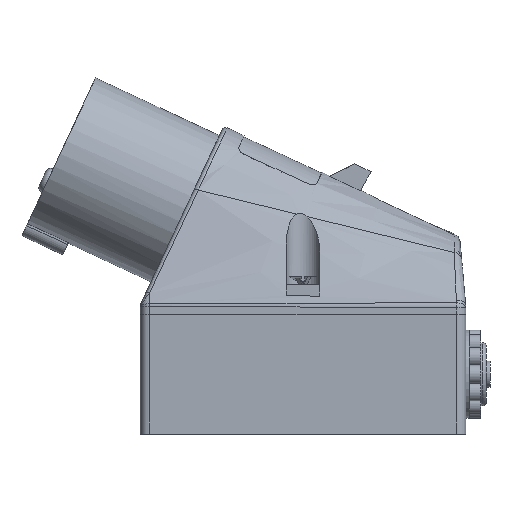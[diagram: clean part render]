
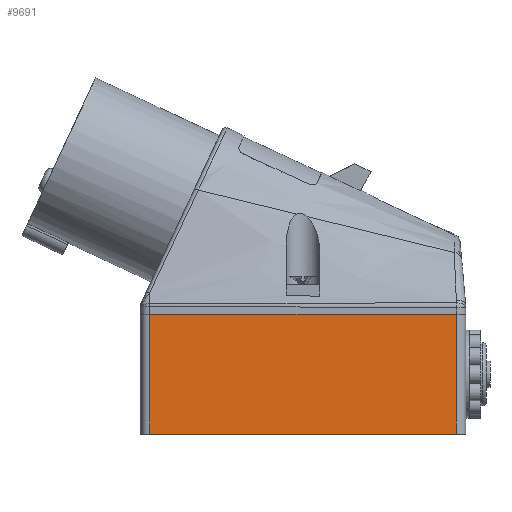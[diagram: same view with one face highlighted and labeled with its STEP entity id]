
A CAD part, left-side view. The second image highlights one B-rep face of the part: STEP entity #9691.
In plain terms, the highlighted planar face has unit normal (-1, 0, 0).
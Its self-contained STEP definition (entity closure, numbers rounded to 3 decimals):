
#1235=LINE('',#17023,#2170);
#1237=LINE('',#17032,#2172);
#1252=LINE('',#17069,#2187);
#1273=LINE('',#17190,#2208);
#2170=VECTOR('',#12592,10.);
#2172=VECTOR('',#12600,10.);
#2187=VECTOR('',#12645,10.);
#2208=VECTOR('',#12740,1.);
#3182=FACE_OUTER_BOUND('',#3719,.T.);
#3719=EDGE_LOOP('',(#8823,#8824,#8825,#8826));
#4802=VERTEX_POINT('',#17020);
#4803=VERTEX_POINT('',#17022);
#4806=VERTEX_POINT('',#17029);
#4807=VERTEX_POINT('',#17031);
#6105=EDGE_CURVE('',#4802,#4803,#1235,.T.);
#6109=EDGE_CURVE('',#4806,#4807,#1237,.T.);
#6129=EDGE_CURVE('',#4806,#4803,#1252,.T.);
#6166=EDGE_CURVE('',#4802,#4807,#1273,.T.);
#8823=ORIENTED_EDGE('',*,*,#6166,.T.);
#8824=ORIENTED_EDGE('',*,*,#6109,.F.);
#8825=ORIENTED_EDGE('',*,*,#6129,.T.);
#8826=ORIENTED_EDGE('',*,*,#6105,.F.);
#9197=PLANE('',#10409);
#9691=ADVANCED_FACE('',(#3182),#9197,.T.);
#10409=AXIS2_PLACEMENT_3D('',#17191,#12741,#12742);
#12592=DIRECTION('',(0.,0.,1.));
#12600=DIRECTION('',(0.,0.,-1.));
#12645=DIRECTION('',(0.,1.,0.));
#12740=DIRECTION('',(0.,-1.,0.));
#12741=DIRECTION('center_axis',(-1.,0.,0.));
#12742=DIRECTION('ref_axis',(0.,0.,
-1.));
#17020=CARTESIAN_POINT('',(-32.,41.,-14.));
#17022=CARTESIAN_POINT('',(-32.,41.,18.));
#17023=CARTESIAN_POINT('',(-32.,41.,18.));
#17029=CARTESIAN_POINT('',(-32.,-41.,18.));
#17031=CARTESIAN_POINT('',(-32.,-41.,-14.));
#17032=CARTESIAN_POINT('',(-32.,-41.,18.));
#17069=CARTESIAN_POINT('',(-32.,-21.75,18.));
#17190=CARTESIAN_POINT('',(-32.,-41.,-14.));
#17191=CARTESIAN_POINT('Origin',(-32.,-43.5,18.));
